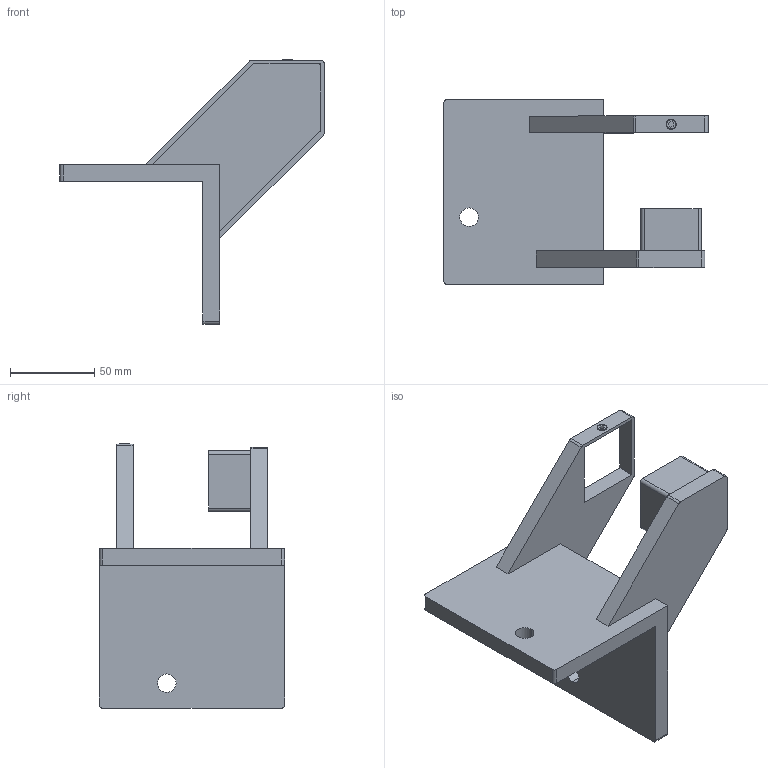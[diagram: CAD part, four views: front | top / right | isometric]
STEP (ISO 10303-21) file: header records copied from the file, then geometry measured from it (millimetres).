
FILE_DESCRIPTION (( 'STEP AP203' ), '1' );
FILE_NAME ('3D_GB3324_40x40x2_188746700.STEP', '2024-10-26T14:33:28', ( '' ), ( '' ), 'SwSTEP 2.0', 'SolidWorks 2023', '' );
FILE_SCHEMA (( 'CONFIG_CONTROL_DESIGN' ));
Length unit declared in the file: millimetre
Products named in the file (1): 3D_GB3324_40x40x2_188746700
Bounding box: 157 x 110 x 157.26 mm (x, y, z)
Volume: 289315.8 mm3; surface area: 78656 mm2
Topology: 4 solids, 4 shells, 73 faces, 182 edges, 120 vertices
Faces by surface type: plane 47, cylinder 22, torus 2, cone 2
Entity records: 2261 total; most frequent: DIRECTION 380, CARTESIAN_POINT 376, ORIENTED_EDGE 364, EDGE_CURVE 182, LINE 132, VECTOR 132, AXIS2_PLACEMENT_3D 124, VERTEX_POINT 120
